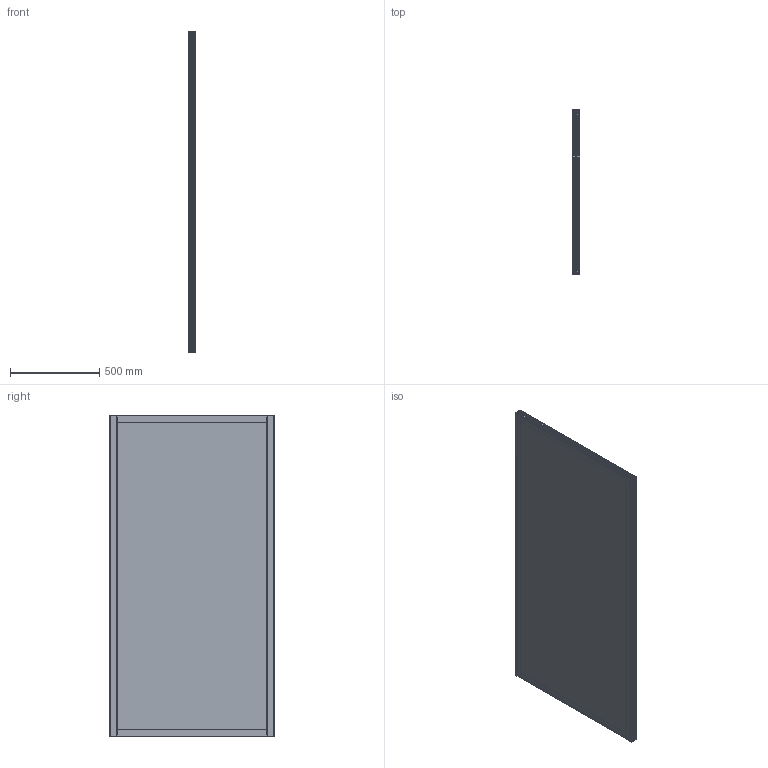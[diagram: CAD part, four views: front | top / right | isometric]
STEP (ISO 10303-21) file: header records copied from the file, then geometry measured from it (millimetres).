
FILE_DESCRIPTION(/* description */ ('Bezeichnung'),/* implementation_level */ '2;1');
FILE_NAME(/* name */ 'SZ8034N.stp',/* time_stamp */ '2015-11-17T12:28:45+01:00',/* author */ ('Marina Kaa'),/* organization */ (''),/* preprocessor_version */ 'ST-DEVELOPER v15.6',/* originating_system */ 'Autodesk Inventor 2015',/* authorisation */ 'Stückzahl');
FILE_SCHEMA (('AUTOMOTIVE_DESIGN { 1 0 10303 214 3 1 1 }'));
Length unit declared in the file: millimetre
Products named in the file (1): SZ8034N_K
Bounding box: 40 x 920 x 1800 mm (x, y, z)
Volume: 8517779.9 mm3; surface area: 6047411.8 mm2
Topology: 1 solids, 3 shells, 702 faces, 2056 edges, 1296 vertices
Faces by surface type: plane 518, cone 96, cylinder 88
Full cylindrical faces by diameter (mm): 6.5 x4, 6.647 x8, 6.8 x4, 7.35 x4, 7.5 x4, 8 x4
Entity records: 23653 total; most frequent: CARTESIAN_POINT 4667, ORIENTED_EDGE 3912, DIRECTION 3546, EDGE_CURVE 1956, LINE 1556, VECTOR 1556, VERTEX_POINT 1252, AXIS2_PLACEMENT_3D 995
